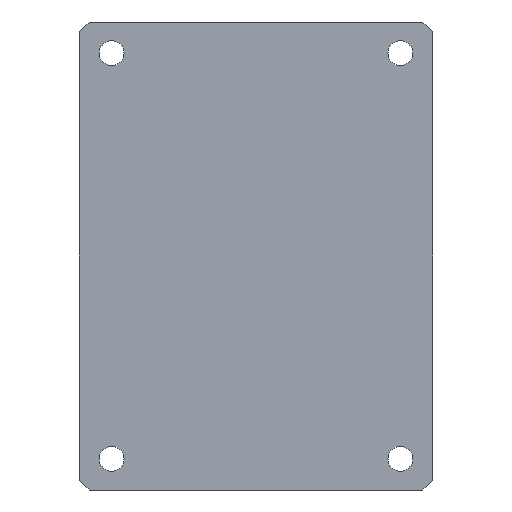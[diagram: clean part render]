
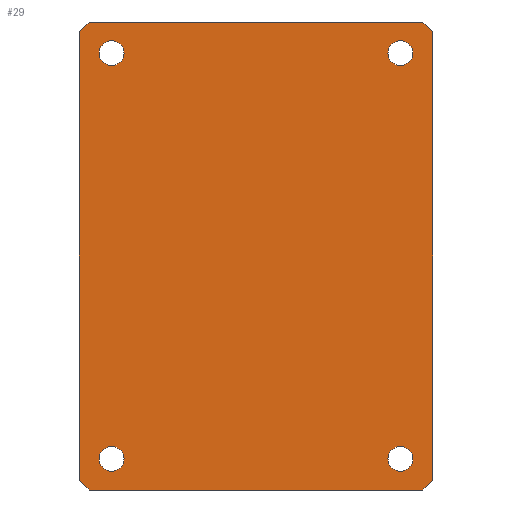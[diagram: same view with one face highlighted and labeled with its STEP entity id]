
A CAD part, front view. The second image highlights one B-rep face of the part: STEP entity #29.
In plain terms, the highlighted planar face has unit normal (0, -1, 0).
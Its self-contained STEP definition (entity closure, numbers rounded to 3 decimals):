
#2 = ORIENTED_EDGE ( 'NONE', *, *, #6, .F. ) ;
#5 = VERTEX_POINT ( 'NONE', #393 ) ;
#6 = EDGE_CURVE ( 'NONE', #5, #138, #392, .T. ) ;
#7 = ORIENTED_EDGE ( 'NONE', *, *, #63, .F. ) ;
#8 = ORIENTED_EDGE ( 'NONE', *, *, #9, .F. ) ;
#9 = EDGE_CURVE ( 'NONE', #12, #134, #400, .T. ) ;
#10 = ORIENTED_EDGE ( 'NONE', *, *, #60, .F. ) ;
#12 = VERTEX_POINT ( 'NONE', #395 ) ;
#13 = VERTEX_POINT ( 'NONE', #396 ) ;
#15 = ORIENTED_EDGE ( 'NONE', *, *, #16, .F. ) ;
#16 = EDGE_CURVE ( 'NONE', #134, #17, #411, .T. ) ;
#17 = VERTEX_POINT ( 'NONE', #407 ) ;
#19 = EDGE_CURVE ( 'NONE', #17, #62, #406, .T. ) ;
#21 = ORIENTED_EDGE ( 'NONE', *, *, #19, .F. ) ;
#25 = EDGE_LOOP ( 'NONE', ( #28, #26 ) ) ;
#26 = ORIENTED_EDGE ( 'NONE', *, *, #27, .T. ) ;
#27 = EDGE_CURVE ( 'NONE', #212, #215, #529, .T. ) ;
#28 = ORIENTED_EDGE ( 'NONE', *, *, #214, .T. ) ;
#29 = ADVANCED_FACE ( 'NONE', ( #524, #523, #522, #521, #520 ), #519, .F. ) ;
#30 = EDGE_LOOP ( 'NONE', ( #181, #179 ) ) ;
#36 = EDGE_LOOP ( 'NONE', ( #37, #43 ) ) ;
#37 = ORIENTED_EDGE ( 'NONE', *, *, #219, .T. ) ;
#38 = EDGE_CURVE ( 'NONE', #140, #13, #505, .T. ) ;
#39 = ORIENTED_EDGE ( 'NONE', *, *, #173, .T. ) ;
#40 = EDGE_CURVE ( 'NONE', #175, #174, #501, .T. ) ;
#42 = ORIENTED_EDGE ( 'NONE', *, *, #40, .T. ) ;
#43 = ORIENTED_EDGE ( 'NONE', *, *, #44, .T. ) ;
#44 = EDGE_CURVE ( 'NONE', #202, #220, #496, .T. ) ;
#47 = EDGE_LOOP ( 'NONE', ( #39, #42 ) ) ;
#60 = EDGE_CURVE ( 'NONE', #13, #12, #462, .T. ) ;
#61 = ORIENTED_EDGE ( 'NONE', *, *, #38, .F. ) ;
#62 = VERTEX_POINT ( 'NONE', #458 ) ;
#63 = EDGE_CURVE ( 'NONE', #62, #5, #457, .T. ) ;
#134 = VERTEX_POINT ( 'NONE', #591 ) ;
#138 = VERTEX_POINT ( 'NONE', #590 ) ;
#139 = EDGE_CURVE ( 'NONE', #138, #140, #589, .T. ) ;
#140 = VERTEX_POINT ( 'NONE', #585 ) ;
#153 = EDGE_CURVE ( 'NONE', #154, #163, #624, .T. ) ;
#154 = VERTEX_POINT ( 'NONE', #619 ) ;
#163 = VERTEX_POINT ( 'NONE', #227 ) ;
#173 = EDGE_CURVE ( 'NONE', #174, #175, #239, .T. ) ;
#174 = VERTEX_POINT ( 'NONE', #234 ) ;
#175 = VERTEX_POINT ( 'NONE', #233 ) ;
#178 = EDGE_LOOP ( 'NONE', ( #180, #2, #7, #21, #15, #8, #10, #61 ) ) ;
#179 = ORIENTED_EDGE ( 'NONE', *, *, #182, .T. ) ;
#180 = ORIENTED_EDGE ( 'NONE', *, *, #139, .F. ) ;
#181 = ORIENTED_EDGE ( 'NONE', *, *, #153, .T. ) ;
#182 = EDGE_CURVE ( 'NONE', #163, #154, #284, .T. ) ;
#202 = VERTEX_POINT ( 'NONE', #339 ) ;
#212 = VERTEX_POINT ( 'NONE', #317 ) ;
#214 = EDGE_CURVE ( 'NONE', #215, #212, #316, .T. ) ;
#215 = VERTEX_POINT ( 'NONE', #311 ) ;
#219 = EDGE_CURVE ( 'NONE', #220, #202, #363, .T. ) ;
#220 = VERTEX_POINT ( 'NONE', #358 ) ;
#227 = CARTESIAN_POINT ( 'NONE',  ( -29., 0., -38.25 ) ) ;
#233 = CARTESIAN_POINT ( 'NONE',  ( 29., 0., -38.25 ) ) ;
#234 = CARTESIAN_POINT ( 'NONE',  ( 29., 0., -43.25 ) ) ;
#235 = DIRECTION ( 'NONE',  ( 0., 0., -1. ) ) ;
#236 = DIRECTION ( 'NONE',  ( 0., 1., 0. ) ) ;
#237 = CARTESIAN_POINT ( 'NONE',  ( 29., 0., -40.75 ) ) ;
#238 = AXIS2_PLACEMENT_3D ( 'NONE', #237, #236, #235 ) ;
#239 = CIRCLE ( 'NONE', #238, 2.5 ) ;
#280 = DIRECTION ( 'NONE',  ( 0., 0., 1. ) ) ;
#281 = DIRECTION ( 'NONE',  ( 0., 1., 0. ) ) ;
#282 = CARTESIAN_POINT ( 'NONE',  ( -29., 0., -40.75 ) ) ;
#283 = AXIS2_PLACEMENT_3D ( 'NONE', #282, #281, #280 ) ;
#284 = CIRCLE ( 'NONE', #283, 2.5 ) ;
#311 = CARTESIAN_POINT ( 'NONE',  ( 29., 0., 38.25 ) ) ;
#312 = DIRECTION ( 'NONE',  ( 0., 0., 1. ) ) ;
#313 = DIRECTION ( 'NONE',  ( 0., 1., 0. ) ) ;
#314 = CARTESIAN_POINT ( 'NONE',  ( 29., 0., 40.75 ) ) ;
#315 = AXIS2_PLACEMENT_3D ( 'NONE', #314, #313, #312 ) ;
#316 = CIRCLE ( 'NONE', #315, 2.5 ) ;
#317 = CARTESIAN_POINT ( 'NONE',  ( 29., 0., 43.25 ) ) ;
#339 = CARTESIAN_POINT ( 'NONE',  ( -29., 0., 43.25 ) ) ;
#358 = CARTESIAN_POINT ( 'NONE',  ( -29., 0., 38.25 ) ) ;
#359 = DIRECTION ( 'NONE',  ( 0., 0., -1. ) ) ;
#360 = DIRECTION ( 'NONE',  ( 0., 1., 0. ) ) ;
#361 = CARTESIAN_POINT ( 'NONE',  ( -29., 0., 40.75 ) ) ;
#362 = AXIS2_PLACEMENT_3D ( 'NONE', #361, #360, #359 ) ;
#363 = CIRCLE ( 'NONE', #362, 2.5 ) ;
#389 = DIRECTION ( 'NONE',  ( -1., 0., 0. ) ) ;
#390 = VECTOR ( 'NONE', #389, 1000. ) ;
#391 = CARTESIAN_POINT ( 'NONE',  ( 33.5, 0., -47. ) ) ;
#392 = LINE ( 'NONE', #391, #390 ) ;
#393 = CARTESIAN_POINT ( 'NONE',  ( 33.5, 0., -47. ) ) ;
#395 = CARTESIAN_POINT ( 'NONE',  ( -33.5, 0., 47. ) ) ;
#396 = CARTESIAN_POINT ( 'NONE',  ( -35.5, 0., 45. ) ) ;
#397 = DIRECTION ( 'NONE',  ( 1., 0., 0. ) ) ;
#398 = VECTOR ( 'NONE', #397, 1000. ) ;
#399 = CARTESIAN_POINT ( 'NONE',  ( 33.5, 0., 47. ) ) ;
#400 = LINE ( 'NONE', #399, #398 ) ;
#403 = DIRECTION ( 'NONE',  ( 0., 0., -1. ) ) ;
#404 = VECTOR ( 'NONE', #403, 1000. ) ;
#405 = CARTESIAN_POINT ( 'NONE',  ( 35.5, 0., -45. ) ) ;
#406 = LINE ( 'NONE', #405, #404 ) ;
#407 = CARTESIAN_POINT ( 'NONE',  ( 35.5, 0., 45. ) ) ;
#408 = DIRECTION ( 'NONE',  ( 0.707, 0., -0.707 ) ) ;
#409 = VECTOR ( 'NONE', #408, 1000. ) ;
#410 = CARTESIAN_POINT ( 'NONE',  ( 35.5, 0., 45. ) ) ;
#411 = LINE ( 'NONE', #410, #409 ) ;
#454 = DIRECTION ( 'NONE',  ( -0.707, 0., -0.707 ) ) ;
#455 = VECTOR ( 'NONE', #454, 1000. ) ;
#456 = CARTESIAN_POINT ( 'NONE',  ( 35.5, 0., -45. ) ) ;
#457 = LINE ( 'NONE', #456, #455 ) ;
#458 = CARTESIAN_POINT ( 'NONE',  ( 35.5, 0., -45. ) ) ;
#459 = DIRECTION ( 'NONE',  ( 0.707, 0., 0.707 ) ) ;
#460 = VECTOR ( 'NONE', #459, 1000. ) ;
#461 = CARTESIAN_POINT ( 'NONE',  ( -35.5, 0., 45. ) ) ;
#462 = LINE ( 'NONE', #461, #460 ) ;
#492 = DIRECTION ( 'NONE',  ( 0., 0., -1. ) ) ;
#493 = DIRECTION ( 'NONE',  ( 0., 1., 0. ) ) ;
#494 = CARTESIAN_POINT ( 'NONE',  ( -29., 0., 40.75 ) ) ;
#495 = AXIS2_PLACEMENT_3D ( 'NONE', #494, #493, #492 ) ;
#496 = CIRCLE ( 'NONE', #495, 2.5 ) ;
#497 = DIRECTION ( 'NONE',  ( 0., 0., -1. ) ) ;
#498 = DIRECTION ( 'NONE',  ( 0., 1., 0. ) ) ;
#499 = CARTESIAN_POINT ( 'NONE',  ( 29., 0., -40.75 ) ) ;
#500 = AXIS2_PLACEMENT_3D ( 'NONE', #499, #498, #497 ) ;
#501 = CIRCLE ( 'NONE', #500, 2.5 ) ;
#502 = DIRECTION ( 'NONE',  ( 0., 0., 1. ) ) ;
#503 = VECTOR ( 'NONE', #502, 1000. ) ;
#504 = CARTESIAN_POINT ( 'NONE',  ( -35.5, 0., -45. ) ) ;
#505 = LINE ( 'NONE', #504, #503 ) ;
#514 = DIRECTION ( 'NONE',  ( 0., 0., 1. ) ) ;
#515 = DIRECTION ( 'NONE',  ( 0., 1., 0. ) ) ;
#516 = CARTESIAN_POINT ( 'NONE',  ( 0., 0., -80.5 ) ) ;
#518 = AXIS2_PLACEMENT_3D ( 'NONE', #516, #515, #514 ) ;
#519 = PLANE ( 'NONE',  #518 ) ;
#520 = FACE_BOUND ( 'NONE', #36, .T. ) ;
#521 = FACE_BOUND ( 'NONE', #47, .T. ) ;
#522 = FACE_OUTER_BOUND ( 'NONE', #178, .T. ) ;
#523 = FACE_BOUND ( 'NONE', #30, .T. ) ;
#524 = FACE_BOUND ( 'NONE', #25, .T. ) ;
#525 = DIRECTION ( 'NONE',  ( 0., 0., 1. ) ) ;
#526 = DIRECTION ( 'NONE',  ( 0., 1., 0. ) ) ;
#527 = CARTESIAN_POINT ( 'NONE',  ( 29., 0., 40.75 ) ) ;
#528 = AXIS2_PLACEMENT_3D ( 'NONE', #527, #526, #525 ) ;
#529 = CIRCLE ( 'NONE', #528, 2.5 ) ;
#585 = CARTESIAN_POINT ( 'NONE',  ( -35.5, 0., -45. ) ) ;
#586 = DIRECTION ( 'NONE',  ( -0.707, 0., 0.707 ) ) ;
#587 = VECTOR ( 'NONE', #586, 1000. ) ;
#588 = CARTESIAN_POINT ( 'NONE',  ( -35.5, 0., -45. ) ) ;
#589 = LINE ( 'NONE', #588, #587 ) ;
#590 = CARTESIAN_POINT ( 'NONE',  ( -33.5, 0., -47. ) ) ;
#591 = CARTESIAN_POINT ( 'NONE',  ( 33.5, 0., 47. ) ) ;
#619 = CARTESIAN_POINT ( 'NONE',  ( -29., 0., -43.25 ) ) ;
#620 = DIRECTION ( 'NONE',  ( 0., 0., 1. ) ) ;
#621 = DIRECTION ( 'NONE',  ( 0., 1., 0. ) ) ;
#622 = CARTESIAN_POINT ( 'NONE',  ( -29., 0., -40.75 ) ) ;
#623 = AXIS2_PLACEMENT_3D ( 'NONE', #622, #621, #620 ) ;
#624 = CIRCLE ( 'NONE', #623, 2.5 ) ;
